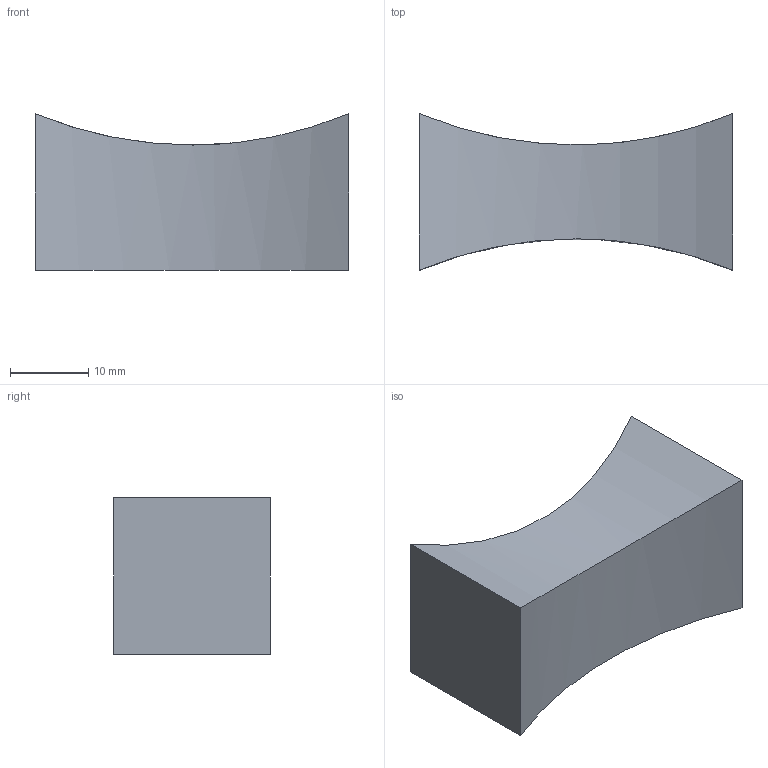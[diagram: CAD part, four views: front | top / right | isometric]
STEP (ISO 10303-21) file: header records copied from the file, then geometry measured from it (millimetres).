
FILE_DESCRIPTION(('FreeCAD Model'),'2;1');
FILE_NAME('chopstick_rest.step' ,'2020-06-01T16:13:19',('Felix Morgner'),(''), 'Open CASCADE STEP processor 7.4','FreeCAD','Unknown');
FILE_SCHEMA(('AUTOMOTIVE_DESIGN { 1 0 10303 214 1 1 1 1 }'));
Length unit declared in the file: millimetre
Products named in the file (2): Chopstick_Rest; Rest
Assembly tree (1 placements, depth 2):
  Chopstick_Rest
    Rest
Bounding box: 40 x 20 x 20 mm (x, y, z)
Volume: 10239.5 mm3; surface area: 3411.7 mm2
Topology: 1 solids, 1 shells, 6 faces, 13 edges, 9 vertices
Faces by surface type: plane 3, cylinder 3
Entity records: 394 total; most frequent: CARTESIAN_POINT 100, DIRECTION 46, ORIENTED_EDGE 26, PCURVE 26, DEFINITIONAL_REPRESENTATION 26, LINE 18, VECTOR 18, B_SPLINE_CURVE_WITH_KNOTS 14
